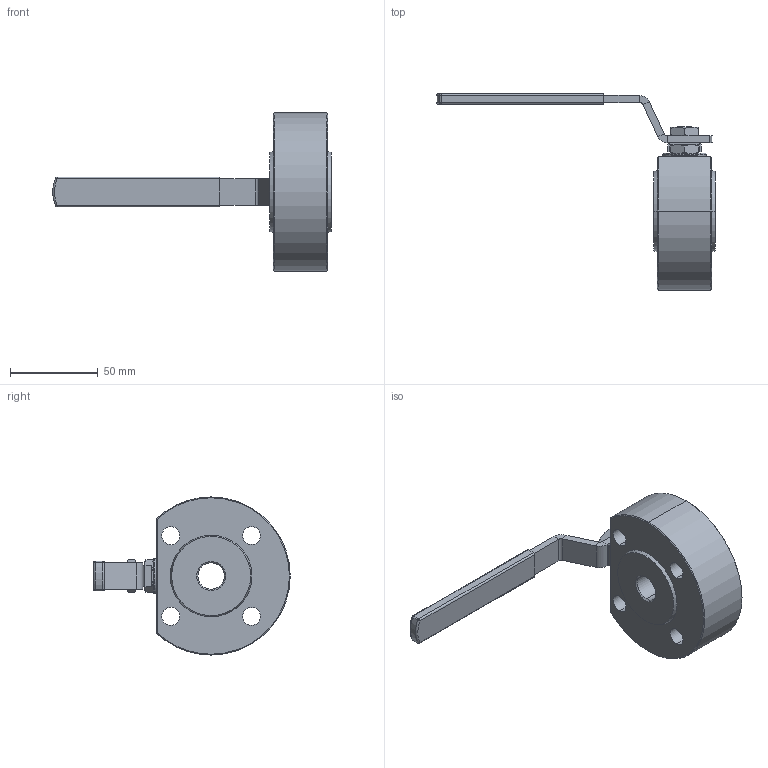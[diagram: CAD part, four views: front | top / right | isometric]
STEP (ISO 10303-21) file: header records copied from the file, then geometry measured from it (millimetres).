
FILE_DESCRIPTION(/* description */ ('Unknown','CAx-IF Rec.Pracs.---Representation and Presentation of Product Manufacturing Information (PMI)---4.0---2014-10-13','CAx-IF Rec.Pracs.---3D Tessellated Geometry---0.4---2014-09-14','2;1'),/* implementation_level */ '2;1');
FILE_NAME(/* name */ '934-04',/* time_stamp */ '2023-12-20T09:41:09+01:00',/* author */ ('Unknown'),/* organization */ ('Unknown'),/* preprocessor_version */ 'ST-DEVELOPER v18.102',/* originating_system */ 'Solid Edge',/* authorisation */ 'Unknown');
FILE_SCHEMA (('AP242_MANAGED_MODEL_BASED_3D_ENGINEERING_MIM_LF { 1 0 10303 442 1 1 4 }'));
Length unit declared in the file: millimetre
Products named in the file (2): 934-04; ASSIEME_MOON_DN15_PN40_SILHOUETTE
Assembly tree (1 placements, depth 2):
  934-04
    ASSIEME_MOON_DN15_PN40_SILHOUETTE
Bounding box: 158.43 x 111.8 x 90 mm (x, y, z)
Volume: 182560.1 mm3; surface area: 34736.5 mm2
Topology: 1 solids, 1 shells, 225 faces, 522 edges, 305 vertices
Faces by surface type: plane 95, cylinder 70, cone 52, torus 4, sphere 4
Entity records: 8135 total; most frequent: CARTESIAN_POINT 1415, DIRECTION 1129, ORIENTED_EDGE 1020, EDGE_CURVE 510, AXIS2_PLACEMENT_3D 451, VERTEX_POINT 305, EDGE_LOOP 253, FACE_BOUND 253
